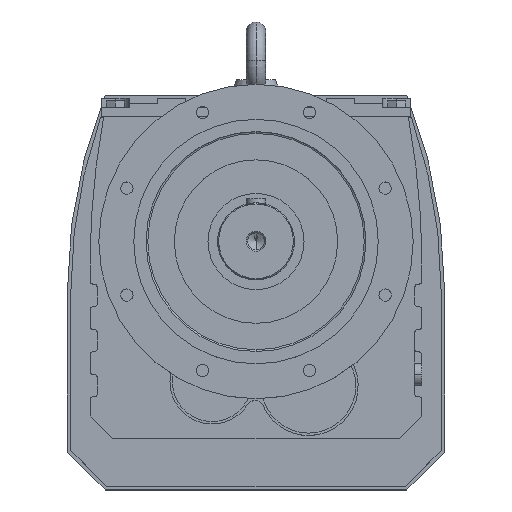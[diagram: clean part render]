
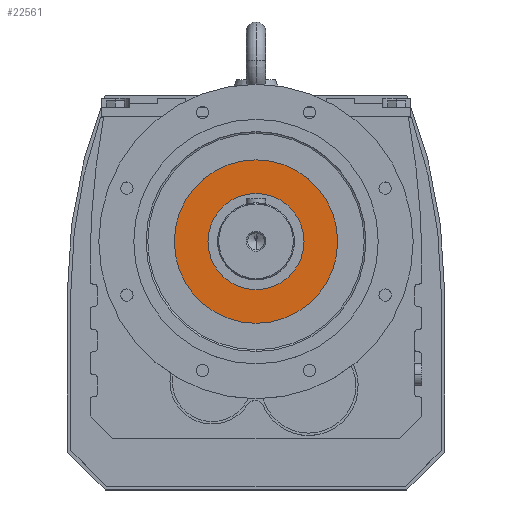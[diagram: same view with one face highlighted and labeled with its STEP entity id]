
A CAD part, top view. The second image highlights one B-rep face of the part: STEP entity #22561.
In plain terms, the highlighted planar face has unit normal (0, 0, 1).
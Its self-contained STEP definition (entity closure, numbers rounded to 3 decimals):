
#22326 = CYLINDRICAL_SURFACE('',#22327,116.944);
#22327 = AXIS2_PLACEMENT_3D('',#22328,#22329,#22330);
#22328 = CARTESIAN_POINT('',(0.,33.4,695.));
#22329 = DIRECTION('',(0.,0.,1.));
#22330 = DIRECTION('',(0.,-1.,0.));
#22379 = CYLINDRICAL_SURFACE('',#22380,116.944);
#22380 = AXIS2_PLACEMENT_3D('',#22381,#22382,#22383);
#22381 = CARTESIAN_POINT('',(0.,33.4,695.));
#22382 = DIRECTION('',(0.,0.,1.));
#22383 = DIRECTION('',(0.,-1.,0.));
#22420 = EDGE_CURVE('',#22421,#22423,#22425,.T.);
#22421 = VERTEX_POINT('',#22422);
#22422 = CARTESIAN_POINT('',(0.,-83.544,464.));
#22423 = VERTEX_POINT('',#22424);
#22424 = CARTESIAN_POINT('',(0.,150.344,464.));
#22425 = SURFACE_CURVE('',#22426,(#22431,#22460),.PCURVE_S1.);
#22426 = CIRCLE('',#22427,116.944);
#22427 = AXIS2_PLACEMENT_3D('',#22428,#22429,#22430);
#22428 = CARTESIAN_POINT('',(0.,33.4,464.));
#22429 = DIRECTION('',(0.,0.,-1.));
#22430 = DIRECTION('',(-1.,0.,0.));
#22431 = PCURVE('',#22379,#22432);
#22432 = DEFINITIONAL_REPRESENTATION('',(#22433),#22459);
#22433 = B_SPLINE_CURVE_WITH_KNOTS('',3,(#22434,#22435,#22436,#22437,
    #22438,#22439,#22440,#22441,#22442,#22443,#22444,#22445,#22446,
    #22447,#22448,#22449,#22450,#22451,#22452,#22453,#22454,#22455,
    #22456,#22457,#22458),.UNSPECIFIED.,.F.,.F.,(4,1,1,1,1,1,1,1,1,1,1,1
    ,1,1,1,1,1,1,1,1,1,1,4),(4.712,4.855,
    4.998,5.141,5.284,5.426,
    5.569,5.712,5.855,5.998,
    6.14,6.283,6.426,6.569,
    6.712,6.854,6.997,7.14,
    7.283,7.426,7.568,7.711,
    7.854),.QUASI_UNIFORM_KNOTS.);
#22434 = CARTESIAN_POINT('',(6.283,-231.));
#22435 = CARTESIAN_POINT('',(6.236,-231.));
#22436 = CARTESIAN_POINT('',(6.14,-231.));
#22437 = CARTESIAN_POINT('',(5.998,-231.));
#22438 = CARTESIAN_POINT('',(5.855,-231.));
#22439 = CARTESIAN_POINT('',(5.712,-231.));
#22440 = CARTESIAN_POINT('',(5.569,-231.));
#22441 = CARTESIAN_POINT('',(5.426,-231.));
#22442 = CARTESIAN_POINT('',(5.284,-231.));
#22443 = CARTESIAN_POINT('',(5.141,-231.));
#22444 = CARTESIAN_POINT('',(4.998,-231.));
#22445 = CARTESIAN_POINT('',(4.855,-231.));
#22446 = CARTESIAN_POINT('',(4.712,-231.));
#22447 = CARTESIAN_POINT('',(4.57,-231.));
#22448 = CARTESIAN_POINT('',(4.427,-231.));
#22449 = CARTESIAN_POINT('',(4.284,-231.));
#22450 = CARTESIAN_POINT('',(4.141,-231.));
#22451 = CARTESIAN_POINT('',(3.998,-231.));
#22452 = CARTESIAN_POINT('',(3.856,-231.));
#22453 = CARTESIAN_POINT('',(3.713,-231.));
#22454 = CARTESIAN_POINT('',(3.57,-231.));
#22455 = CARTESIAN_POINT('',(3.427,-231.));
#22456 = CARTESIAN_POINT('',(3.284,-231.));
#22457 = CARTESIAN_POINT('',(3.189,-231.));
#22458 = CARTESIAN_POINT('',(3.142,-231.));
#22459 = ( GEOMETRIC_REPRESENTATION_CONTEXT(2) 
PARAMETRIC_REPRESENTATION_CONTEXT() REPRESENTATION_CONTEXT('2D SPACE',''
  ) );
#22460 = PCURVE('',#22461,#22466);
#22461 = PLANE('',#22462);
#22462 = AXIS2_PLACEMENT_3D('',#22463,#22464,#22465);
#22463 = CARTESIAN_POINT('',(-50.446,14.546,464.));
#22464 = DIRECTION('',(0.,0.,-1.));
#22465 = DIRECTION('',(-1.,0.,0.));
#22466 = DEFINITIONAL_REPRESENTATION('',(#22467),#22471);
#22467 = CIRCLE('',#22468,116.944);
#22468 = AXIS2_PLACEMENT_2D('',#22469,#22470);
#22469 = CARTESIAN_POINT('',(-50.446,18.854));
#22470 = DIRECTION('',(1.,0.));
#22471 = ( GEOMETRIC_REPRESENTATION_CONTEXT(2) 
PARAMETRIC_REPRESENTATION_CONTEXT() REPRESENTATION_CONTEXT('2D SPACE',''
  ) );
#22518 = EDGE_CURVE('',#22423,#22421,#22519,.T.);
#22519 = SURFACE_CURVE('',#22520,(#22525,#22554),.PCURVE_S1.);
#22520 = CIRCLE('',#22521,116.944);
#22521 = AXIS2_PLACEMENT_3D('',#22522,#22523,#22524);
#22522 = CARTESIAN_POINT('',(0.,33.4,464.));
#22523 = DIRECTION('',(0.,0.,-1.));
#22524 = DIRECTION('',(-1.,0.,0.));
#22525 = PCURVE('',#22326,#22526);
#22526 = DEFINITIONAL_REPRESENTATION('',(#22527),#22553);
#22527 = B_SPLINE_CURVE_WITH_KNOTS('',3,(#22528,#22529,#22530,#22531,
    #22532,#22533,#22534,#22535,#22536,#22537,#22538,#22539,#22540,
    #22541,#22542,#22543,#22544,#22545,#22546,#22547,#22548,#22549,
    #22550,#22551,#22552),.UNSPECIFIED.,.F.,.F.,(4,1,1,1,1,1,1,1,1,1,1,1
    ,1,1,1,1,1,1,1,1,1,1,4),(1.571,1.714,
    1.856,1.999,2.142,2.285,
    2.428,2.57,2.713,2.856,
    2.999,3.142,3.284,3.427,
    3.57,3.713,3.856,3.998,
    4.141,4.284,4.427,4.57,
    4.712),.QUASI_UNIFORM_KNOTS.);
#22528 = CARTESIAN_POINT('',(3.142,-231.));
#22529 = CARTESIAN_POINT('',(3.094,-231.));
#22530 = CARTESIAN_POINT('',(2.999,-231.));
#22531 = CARTESIAN_POINT('',(2.856,-231.));
#22532 = CARTESIAN_POINT('',(2.713,-231.));
#22533 = CARTESIAN_POINT('',(2.57,-231.));
#22534 = CARTESIAN_POINT('',(2.428,-231.));
#22535 = CARTESIAN_POINT('',(2.285,-231.));
#22536 = CARTESIAN_POINT('',(2.142,-231.));
#22537 = CARTESIAN_POINT('',(1.999,-231.));
#22538 = CARTESIAN_POINT('',(1.856,-231.));
#22539 = CARTESIAN_POINT('',(1.714,-231.));
#22540 = CARTESIAN_POINT('',(1.571,-231.));
#22541 = CARTESIAN_POINT('',(1.428,-231.));
#22542 = CARTESIAN_POINT('',(1.285,-231.));
#22543 = CARTESIAN_POINT('',(1.142,-231.));
#22544 = CARTESIAN_POINT('',(1.,-231.));
#22545 = CARTESIAN_POINT('',(0.857,-231.));
#22546 = CARTESIAN_POINT('',(0.714,-231.));
#22547 = CARTESIAN_POINT('',(0.571,-231.));
#22548 = CARTESIAN_POINT('',(0.428,-231.));
#22549 = CARTESIAN_POINT('',(0.286,-231.));
#22550 = CARTESIAN_POINT('',(0.143,-231.));
#22551 = CARTESIAN_POINT('',(0.048,-231.));
#22552 = CARTESIAN_POINT('',(0.,-231.));
#22553 = ( GEOMETRIC_REPRESENTATION_CONTEXT(2) 
PARAMETRIC_REPRESENTATION_CONTEXT() REPRESENTATION_CONTEXT('2D SPACE',''
  ) );
#22554 = PCURVE('',#22461,#22555);
#22555 = DEFINITIONAL_REPRESENTATION('',(#22556),#22560);
#22556 = CIRCLE('',#22557,116.944);
#22557 = AXIS2_PLACEMENT_2D('',#22558,#22559);
#22558 = CARTESIAN_POINT('',(-50.446,18.854));
#22559 = DIRECTION('',(1.,0.));
#22560 = ( GEOMETRIC_REPRESENTATION_CONTEXT(2) 
PARAMETRIC_REPRESENTATION_CONTEXT() REPRESENTATION_CONTEXT('2D SPACE',''
  ) );
#22561 = ADVANCED_FACE('',(#22562,#22628),#22461,.F.);
#22562 = FACE_BOUND('',#22563,.T.);
#22563 = EDGE_LOOP('',(#22564,#22598));
#22564 = ORIENTED_EDGE('',*,*,#22565,.F.);
#22565 = EDGE_CURVE('',#22566,#22568,#22570,.T.);
#22566 = VERTEX_POINT('',#22567);
#22567 = CARTESIAN_POINT('',(0.,-35.35,464.));
#22568 = VERTEX_POINT('',#22569);
#22569 = CARTESIAN_POINT('',(0.,102.15,464.));
#22570 = SURFACE_CURVE('',#22571,(#22576,#22587),.PCURVE_S1.);
#22571 = CIRCLE('',#22572,68.75);
#22572 = AXIS2_PLACEMENT_3D('',#22573,#22574,#22575);
#22573 = CARTESIAN_POINT('',(0.,33.4,464.));
#22574 = DIRECTION('',(0.,0.,1.));
#22575 = DIRECTION('',(-1.,0.,0.));
#22576 = PCURVE('',#22461,#22577);
#22577 = DEFINITIONAL_REPRESENTATION('',(#22578),#22586);
#22578 = ( BOUNDED_CURVE() B_SPLINE_CURVE(2,(#22579,#22580,#22581,#22582
    ,#22583,#22584,#22585),.UNSPECIFIED.,.T.,.F.) 
B_SPLINE_CURVE_WITH_KNOTS((1,2,2,2,2,1),(-2.094,0.,
    2.094,4.189,6.283,8.378),
.UNSPECIFIED.) CURVE() GEOMETRIC_REPRESENTATION_ITEM() 
RATIONAL_B_SPLINE_CURVE((1.,0.5,1.,0.5,1.,0.5,1.)) REPRESENTATION_ITEM(
  '') );
#22579 = CARTESIAN_POINT('',(18.304,18.854));
#22580 = CARTESIAN_POINT('',(18.304,-100.224));
#22581 = CARTESIAN_POINT('',(-84.821,-40.685));
#22582 = CARTESIAN_POINT('',(-187.946,18.854));
#22583 = CARTESIAN_POINT('',(-84.821,78.394));
#22584 = CARTESIAN_POINT('',(18.304,137.933));
#22585 = CARTESIAN_POINT('',(18.304,18.854));
#22586 = ( GEOMETRIC_REPRESENTATION_CONTEXT(2) 
PARAMETRIC_REPRESENTATION_CONTEXT() REPRESENTATION_CONTEXT('2D SPACE',''
  ) );
#22587 = PCURVE('',#22588,#22593);
#22588 = CYLINDRICAL_SURFACE('',#22589,68.75);
#22589 = AXIS2_PLACEMENT_3D('',#22590,#22591,#22592);
#22590 = CARTESIAN_POINT('',(0.,33.4,695.));
#22591 = DIRECTION('',(0.,0.,1.));
#22592 = DIRECTION('',(0.,-1.,0.));
#22593 = DEFINITIONAL_REPRESENTATION('',(#22594),#22597);
#22594 = B_SPLINE_CURVE_WITH_KNOTS('',1,(#22595,#22596),.UNSPECIFIED.,
  .F.,.F.,(2,2),(1.571,4.712),
  .PIECEWISE_BEZIER_KNOTS.);
#22595 = CARTESIAN_POINT('',(0.,-231.));
#22596 = CARTESIAN_POINT('',(3.142,-231.));
#22597 = ( GEOMETRIC_REPRESENTATION_CONTEXT(2) 
PARAMETRIC_REPRESENTATION_CONTEXT() REPRESENTATION_CONTEXT('2D SPACE',''
  ) );
#22598 = ORIENTED_EDGE('',*,*,#22599,.F.);
#22599 = EDGE_CURVE('',#22568,#22566,#22600,.T.);
#22600 = SURFACE_CURVE('',#22601,(#22606,#22617),.PCURVE_S1.);
#22601 = CIRCLE('',#22602,68.75);
#22602 = AXIS2_PLACEMENT_3D('',#22603,#22604,#22605);
#22603 = CARTESIAN_POINT('',(0.,33.4,464.));
#22604 = DIRECTION('',(0.,0.,1.));
#22605 = DIRECTION('',(-1.,0.,0.));
#22606 = PCURVE('',#22461,#22607);
#22607 = DEFINITIONAL_REPRESENTATION('',(#22608),#22616);
#22608 = ( BOUNDED_CURVE() B_SPLINE_CURVE(2,(#22609,#22610,#22611,#22612
    ,#22613,#22614,#22615),.UNSPECIFIED.,.T.,.F.) 
B_SPLINE_CURVE_WITH_KNOTS((1,2,2,2,2,1),(-2.094,0.,
    2.094,4.189,6.283,8.378),
.UNSPECIFIED.) CURVE() GEOMETRIC_REPRESENTATION_ITEM() 
RATIONAL_B_SPLINE_CURVE((1.,0.5,1.,0.5,1.,0.5,1.)) REPRESENTATION_ITEM(
  '') );
#22609 = CARTESIAN_POINT('',(18.304,18.854));
#22610 = CARTESIAN_POINT('',(18.304,-100.224));
#22611 = CARTESIAN_POINT('',(-84.821,-40.685));
#22612 = CARTESIAN_POINT('',(-187.946,18.854));
#22613 = CARTESIAN_POINT('',(-84.821,78.394));
#22614 = CARTESIAN_POINT('',(18.304,137.933));
#22615 = CARTESIAN_POINT('',(18.304,18.854));
#22616 = ( GEOMETRIC_REPRESENTATION_CONTEXT(2) 
PARAMETRIC_REPRESENTATION_CONTEXT() REPRESENTATION_CONTEXT('2D SPACE',''
  ) );
#22617 = PCURVE('',#22618,#22623);
#22618 = CYLINDRICAL_SURFACE('',#22619,68.75);
#22619 = AXIS2_PLACEMENT_3D('',#22620,#22621,#22622);
#22620 = CARTESIAN_POINT('',(0.,33.4,695.));
#22621 = DIRECTION('',(0.,0.,1.));
#22622 = DIRECTION('',(0.,-1.,0.));
#22623 = DEFINITIONAL_REPRESENTATION('',(#22624),#22627);
#22624 = B_SPLINE_CURVE_WITH_KNOTS('',1,(#22625,#22626),.UNSPECIFIED.,
  .F.,.F.,(2,2),(4.712,7.854),
  .PIECEWISE_BEZIER_KNOTS.);
#22625 = CARTESIAN_POINT('',(3.142,-231.));
#22626 = CARTESIAN_POINT('',(6.283,-231.));
#22627 = ( GEOMETRIC_REPRESENTATION_CONTEXT(2) 
PARAMETRIC_REPRESENTATION_CONTEXT() REPRESENTATION_CONTEXT('2D SPACE',''
  ) );
#22628 = FACE_BOUND('',#22629,.T.);
#22629 = EDGE_LOOP('',(#22630,#22631));
#22630 = ORIENTED_EDGE('',*,*,#22420,.F.);
#22631 = ORIENTED_EDGE('',*,*,#22518,.F.);
